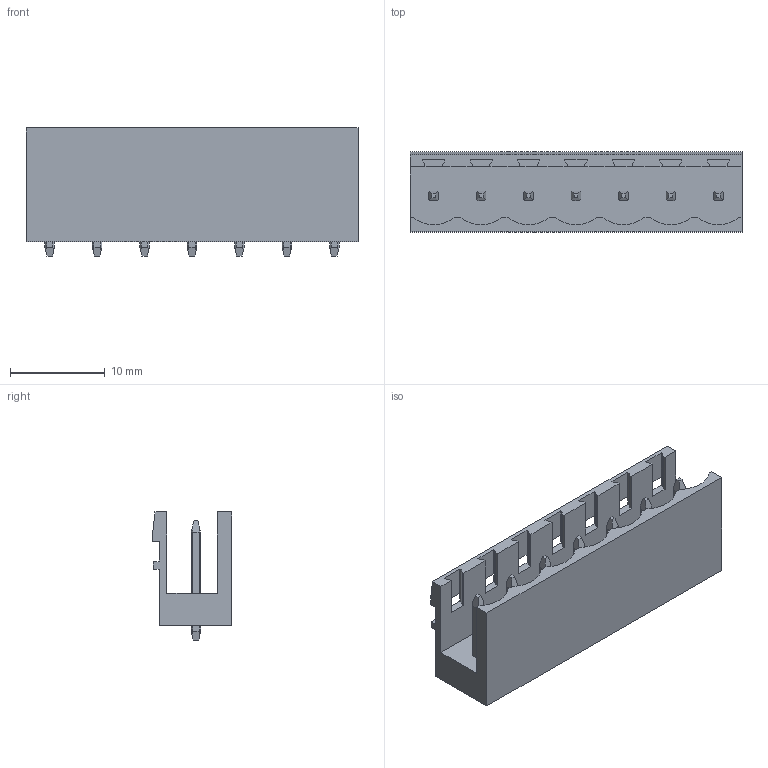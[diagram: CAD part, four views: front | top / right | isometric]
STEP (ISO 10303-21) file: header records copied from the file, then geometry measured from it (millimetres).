
FILE_DESCRIPTION(('CATIA V5 STEP Exchange','CAx-IF Rec.Pracs.--- Model Styling and Organization---1.2---2011-12-15'),'2;1');
FILE_NAME ('D1456361_0_1796530000_1796530000.stp','2018-11-20T03:49:42+00:00',('none'),('Weidmueller'),'CATIA Version 5-6 Release 2014','CATIA V5 STEP AP214','none');
FILE_SCHEMA(('AUTOMOTIVE_DESIGN { 1 0 10303 214 1 1 1 1 }'));
Length unit declared in the file: millimetre
Products named in the file (1): 1796530000
Bounding box: 35 x 8.43 x 13.5 mm (x, y, z)
Volume: 1581.3 mm3; surface area: 2599.5 mm2
Topology: 8 solids, 8 shells, 271 faces, 811 edges, 542 vertices
Faces by surface type: plane 206, cylinder 65
Entity records: 8531 total; most frequent: CARTESIAN_POINT 1909, ORIENTED_EDGE 1622, DIRECTION 969, EDGE_CURVE 811, VECTOR 569, LINE 569, VERTEX_POINT 542, EDGE_LOOP 285
